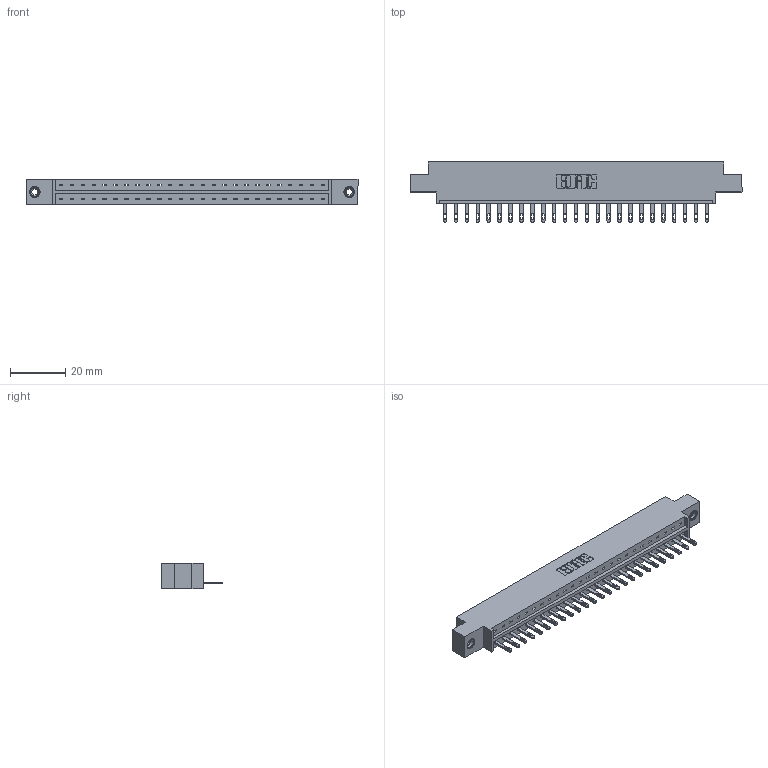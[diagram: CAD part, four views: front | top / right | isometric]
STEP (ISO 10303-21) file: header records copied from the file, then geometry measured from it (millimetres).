
FILE_DESCRIPTION (( 'STEP AP203' ), '1' );
FILE_NAME ('833-025-500-608.STEP', '2020-06-01T23:03:49', ( '' ), ( '' ), 'SwSTEP 2.0', 'SolidWorks 2020', '' );
FILE_SCHEMA (( 'CONFIG_CONTROL_DESIGN' ));
Length unit declared in the file: inch
Products named in the file (4): 833-025-500-608; 345-250-001_345-250-003-102; 345-292-001_345-293-100; 833 Part_Offset - .156 Dia - TI
Assembly tree (28 placements, depth 2):
  833-025-500-608
    833 Part_Offset - .156 Dia - TI
    345-292-001_345-293-100  x25
    345-250-001_345-250-003-102  x2
Bounding box: 120.6 x 21.85 x 9.4 mm (x, y, z)
Volume: 11770.6 mm3; surface area: 12908.9 mm2
Topology: 28 solids, 28 shells, 1528 faces, 4659 edges, 3098 vertices
Faces by surface type: plane 1006, cylinder 506, cone 12, torus 4
Entity records: 18730 total; most frequent: CARTESIAN_POINT 3216, ORIENTED_EDGE 3170, DIRECTION 2781, EDGE_CURVE 1585, VECTOR 1433, LINE 1433, VERTEX_POINT 1052, AXIS2_PLACEMENT_3D 674
